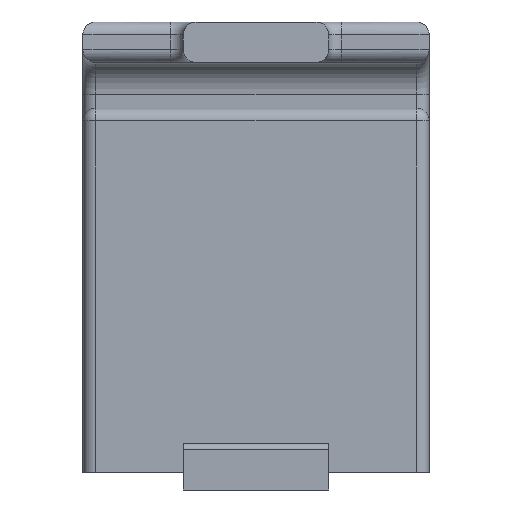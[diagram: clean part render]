
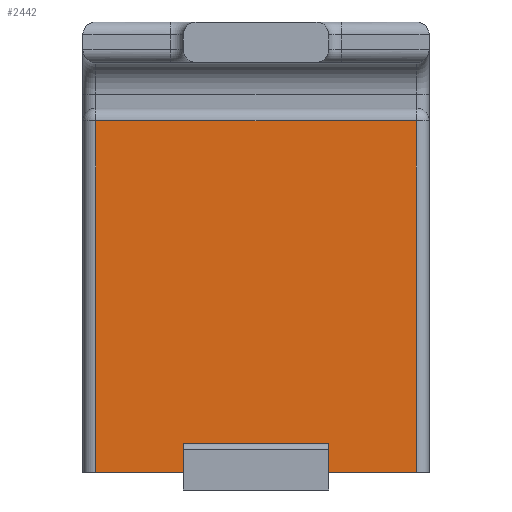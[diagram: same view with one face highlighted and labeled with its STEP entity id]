
A CAD part, front view. The second image highlights one B-rep face of the part: STEP entity #2442.
In plain terms, the highlighted planar face has unit normal (0, -1, 0).
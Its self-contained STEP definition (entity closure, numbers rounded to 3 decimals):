
#2442=ADVANCED_FACE('',(#4686),#4688,.T.);
#4686=FACE_BOUND('',#4687,.T.);
#4687=EDGE_LOOP('',(#6573,#6574,#6575,#6576,#6577,#6578,#6579,#6580));
#4688=PLANE('',#4689);
#4689=AXIS2_PLACEMENT_3D('',#4690,#4691,#4692);
#4690=CARTESIAN_POINT('',(-1.143,-1.44,2.323));
#4691=DIRECTION('',(0.,-1.,0.));
#4692=DIRECTION('',(0.,0.,-1.));
#6573=ORIENTED_EDGE('',*,*,#7540,.T.);
#6574=ORIENTED_EDGE('',*,*,#7541,.T.);
#6575=ORIENTED_EDGE('',*,*,#7525,.T.);
#6576=ORIENTED_EDGE('',*,*,#7542,.F.);
#6577=ORIENTED_EDGE('',*,*,#7543,.T.);
#6578=ORIENTED_EDGE('',*,*,#7544,.T.);
#6579=ORIENTED_EDGE('',*,*,#7516,.T.);
#6580=ORIENTED_EDGE('',*,*,#7539,.T.);
#7516=EDGE_CURVE('',#9028,#9026,#9029,.T.);
#7525=EDGE_CURVE('',#9042,#9043,#9044,.T.);
#7539=EDGE_CURVE('',#9026,#9062,#9064,.T.);
#7540=EDGE_CURVE('',#9062,#9065,#9066,.T.);
#7541=EDGE_CURVE('',#9065,#9042,#9067,.T.);
#7542=EDGE_CURVE('',#9068,#9043,#9069,.T.);
#7543=EDGE_CURVE('',#9068,#9070,#9071,.T.);
#7544=EDGE_CURVE('',#9070,#9028,#9072,.T.);
#9026=VERTEX_POINT('',#12634);
#9028=VERTEX_POINT('',#12639);
#9029=LINE('',#12640,#12641);
#9042=VERTEX_POINT('',#12675);
#9043=VERTEX_POINT('',#12676);
#9044=LINE('',#12677,#12678);
#9062=VERTEX_POINT('',#12724);
#9064=LINE('',#12729,#12730);
#9065=VERTEX_POINT('',#12732);
#9066=LINE('',#12733,#12734);
#9067=LINE('',#12736,#12737);
#9068=VERTEX_POINT('',#12739);
#9069=LINE('',#12740,#12741);
#9070=VERTEX_POINT('',#12743);
#9071=LINE('',#12744,#12745);
#9072=LINE('',#12747,#12748);
#12634=CARTESIAN_POINT('',(2.52,-1.44,-3.4));
#12639=CARTESIAN_POINT('',(1.143,-1.44,-3.4));
#12640=CARTESIAN_POINT('',(1.143,-1.44,-3.4));
#12641=VECTOR('',#12642,1.);
#12642=DIRECTION('',(1.,0.,0.));
#12675=CARTESIAN_POINT('',(-2.52,-1.44,-3.4));
#12676=CARTESIAN_POINT('',(-1.143,-1.44,-3.4));
#12677=CARTESIAN_POINT('',(-2.52,-1.44,-3.4));
#12678=VECTOR('',#12679,1.);
#12679=DIRECTION('',(1.,0.,0.));
#12724=CARTESIAN_POINT('',(2.52,-1.44,2.123));
#12729=CARTESIAN_POINT('',(2.52,-1.44,-3.4));
#12730=VECTOR('',#12731,1.);
#12731=DIRECTION('',(0.,0.,1.));
#12732=CARTESIAN_POINT('',(-2.52,-1.44,2.123));
#12733=CARTESIAN_POINT('',(2.52,-1.44,2.123));
#12734=VECTOR('',#12735,1.);
#12735=DIRECTION('',(-1.,0.,0.));
#12736=CARTESIAN_POINT('',(-2.52,-1.44,2.123));
#12737=VECTOR('',#12738,1.);
#12738=DIRECTION('',(0.,0.,-1.));
#12739=CARTESIAN_POINT('',(-1.143,-1.44,-2.942));
#12740=CARTESIAN_POINT('',(-1.143,-1.44,-2.942));
#12741=VECTOR('',#12742,1.);
#12742=DIRECTION('',(0.,0.,-1.));
#12743=CARTESIAN_POINT('',(1.143,-1.44,-2.942));
#12744=CARTESIAN_POINT('',(-1.143,-1.44,-2.942));
#12745=VECTOR('',#12746,1.);
#12746=DIRECTION('',(1.,0.,0.));
#12747=CARTESIAN_POINT('',(1.143,-1.44,-2.942));
#12748=VECTOR('',#12749,1.);
#12749=DIRECTION('',(0.,0.,-1.));
